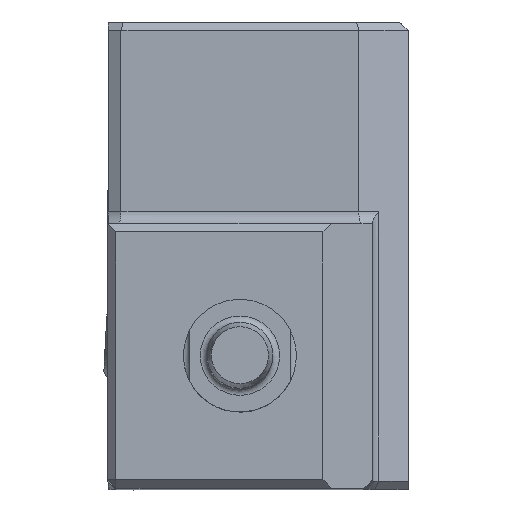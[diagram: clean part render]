
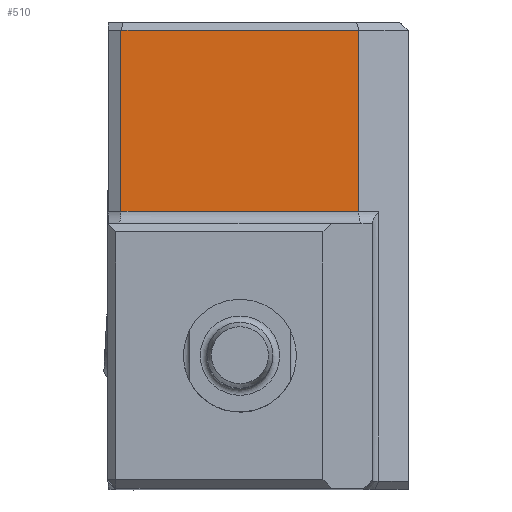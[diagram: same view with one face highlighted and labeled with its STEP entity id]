
A CAD part, top view. The second image highlights one B-rep face of the part: STEP entity #510.
In plain terms, the highlighted planar face has unit normal (0, 0, 1).
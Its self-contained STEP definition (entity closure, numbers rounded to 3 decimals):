
#510=ADVANCED_FACE('',(#828),#725,.T.);
#725=PLANE('',#4080);
#828=FACE_OUTER_BOUND('',#1027,.T.);
#1027=EDGE_LOOP('',(#1341,#1342,#1343,#1344));
#1341=ORIENTED_EDGE('',*,*,#2803,.F.);
#1342=ORIENTED_EDGE('',*,*,#2804,.T.);
#1343=ORIENTED_EDGE('',*,*,#2805,.F.);
#1344=ORIENTED_EDGE('',*,*,#2806,.T.);
#2427=VERTEX_POINT('',#5718);
#2428=VERTEX_POINT('',#5719);
#2429=VERTEX_POINT('',#5721);
#2430=VERTEX_POINT('',#5723);
#2803=EDGE_CURVE('',#2427,#2428,#3347,.T.);
#2804=EDGE_CURVE('',#2427,#2429,#3348,.T.);
#2805=EDGE_CURVE('',#2430,#2429,#3349,.T.);
#2806=EDGE_CURVE('',#2430,#2428,#3350,.T.);
#3347=LINE('',#5717,#3684);
#3348=LINE('',#5720,#3685);
#3349=LINE('',#5722,#3686);
#3350=LINE('',#5724,#3687);
#3684=VECTOR('',#4525,1.);
#3685=VECTOR('',#4526,1.);
#3686=VECTOR('',#4527,1.);
#3687=VECTOR('',#4528,1.);
#4080=AXIS2_PLACEMENT_3D('',#5725,#4529,#4530);
#4525=DIRECTION('',(0.,-1.,0.));
#4526=DIRECTION('',(-1.,0.,0.));
#4527=DIRECTION('',(0.,1.,0.));
#4528=DIRECTION('',(1.,0.,0.));
#4529=DIRECTION('',(0.,0.,1.));
#4530=DIRECTION('',(0.,-1.,0.));
#5717=CARTESIAN_POINT('',(-0.8,28.,-44.));
#5718=CARTESIAN_POINT('',(-0.8,27.5,-44.));
#5719=CARTESIAN_POINT('',(-0.8,16.65,-44.));
#5720=CARTESIAN_POINT('',(-37.925,27.5,-44.));
#5721=CARTESIAN_POINT('',(-15.05,27.5,-44.));
#5722=CARTESIAN_POINT('',(-15.05,28.,-44.));
#5723=CARTESIAN_POINT('',(-15.05,16.65,-44.));
#5724=CARTESIAN_POINT('',(-37.925,16.65,-44.));
#5725=CARTESIAN_POINT('',(-37.925,28.,-44.));
